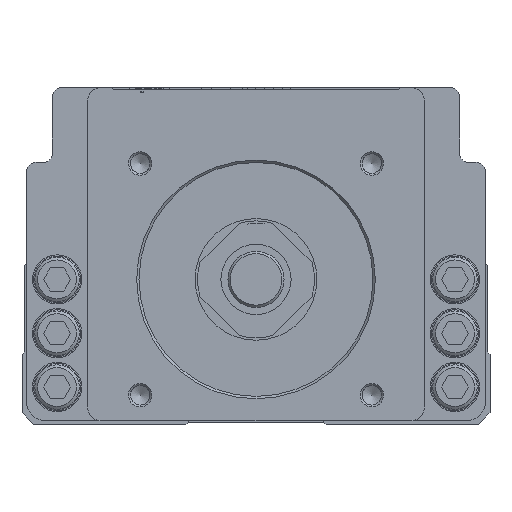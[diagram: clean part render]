
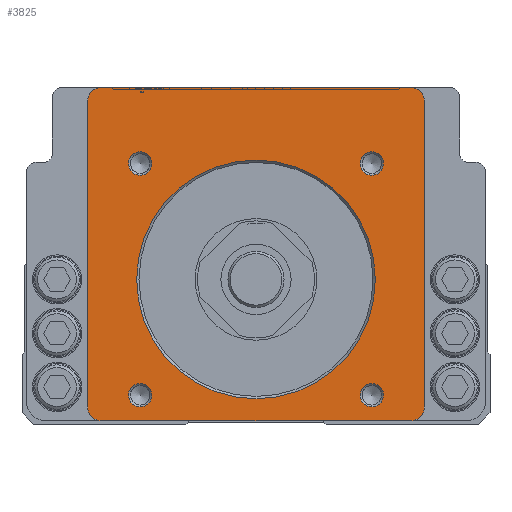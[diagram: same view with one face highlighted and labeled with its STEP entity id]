
A CAD part, front view. The second image highlights one B-rep face of the part: STEP entity #3825.
In plain terms, the highlighted planar face has unit normal (0, -1, 0).
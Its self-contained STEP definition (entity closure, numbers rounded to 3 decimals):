
#1475=FACE_BOUND('',#7918,.T.);
#1476=FACE_BOUND('',#7919,.T.);
#1477=FACE_BOUND('',#7920,.T.);
#1478=FACE_BOUND('',#7921,.T.);
#1479=FACE_BOUND('',#7922,.T.);
#1480=FACE_BOUND('',#7923,.T.);
#2234=CIRCLE('',#28250,25.5);
#2341=CIRCLE('',#28659,3.);
#2343=CIRCLE('',#28662,3.);
#2371=CIRCLE('',#28719,2.5);
#2374=CIRCLE('',#28725,2.5);
#2377=CIRCLE('',#28731,2.5);
#2380=CIRCLE('',#28737,2.5);
#2383=CIRCLE('',#28744,3.);
#2384=CIRCLE('',#28745,3.);
#3825=ADVANCED_FACE('',(#1475,#1476,#1477,#1478,#1479,#1480),#5002,.T.);
#5002=PLANE('',#28746);
#7918=EDGE_LOOP('',(#14275));
#7919=EDGE_LOOP('',(#14276));
#7920=EDGE_LOOP('',(#14277));
#7921=EDGE_LOOP('',(#14278));
#7922=EDGE_LOOP('',(#14279));
#7923=EDGE_LOOP('',(#14280,#14281,#14282,#14283,#14284,#14285,#14286,#14287));
#14275=ORIENTED_EDGE('',*,*,#20211,.T.);
#14276=ORIENTED_EDGE('',*,*,#21040,.T.);
#14277=ORIENTED_EDGE('',*,*,#21043,.T.);
#14278=ORIENTED_EDGE('',*,*,#21046,.T.);
#14279=ORIENTED_EDGE('',*,*,#21049,.T.);
#14280=ORIENTED_EDGE('',*,*,#21052,.T.);
#14281=ORIENTED_EDGE('',*,*,#20950,.T.);
#14282=ORIENTED_EDGE('',*,*,#21053,.T.);
#14283=ORIENTED_EDGE('',*,*,#21054,.T.);
#14284=ORIENTED_EDGE('',*,*,#21055,.T.);
#14285=ORIENTED_EDGE('',*,*,#21056,.T.);
#14286=ORIENTED_EDGE('',*,*,#21057,.T.);
#14287=ORIENTED_EDGE('',*,*,#20946,.T.);
#17019=VERTEX_POINT('',#41998);
#17531=VERTEX_POINT('',#44128);
#17532=VERTEX_POINT('',#44130);
#17535=VERTEX_POINT('',#44137);
#17536=VERTEX_POINT('',#44139);
#17608=VERTEX_POINT('',#44391);
#17612=VERTEX_POINT('',#44401);
#17616=VERTEX_POINT('',#44411);
#17620=VERTEX_POINT('',#44421);
#17624=VERTEX_POINT('',#44433);
#17625=VERTEX_POINT('',#44435);
#17626=VERTEX_POINT('',#44437);
#17627=VERTEX_POINT('',#44439);
#20211=EDGE_CURVE('',#17019,#17019,#2234,.T.);
#20946=EDGE_CURVE('',#17532,#17531,#2341,.T.);
#20950=EDGE_CURVE('',#17536,#17535,#2343,.T.);
#21040=EDGE_CURVE('',#17608,#17608,#2371,.T.);
#21043=EDGE_CURVE('',#17612,#17612,#2374,.T.);
#21046=EDGE_CURVE('',#17616,#17616,#2377,.T.);
#21049=EDGE_CURVE('',#17620,#17620,#2380,.T.);
#21052=EDGE_CURVE('',#17531,#17536,#23853,.T.);
#21053=EDGE_CURVE('',#17535,#17624,#23854,.T.);
#21054=EDGE_CURVE('',#17624,#17625,#2383,.T.);
#21055=EDGE_CURVE('',#17625,#17626,#23855,.T.);
#21056=EDGE_CURVE('',#17626,#17627,#2384,.T.);
#21057=EDGE_CURVE('',#17627,#17532,#23856,.T.);
#23853=LINE('',#44431,#26510);
#23854=LINE('',#44432,#26511);
#23855=LINE('',#44436,#26512);
#23856=LINE('',#44440,#26513);
#26510=VECTOR('',#35306,1.);
#26511=VECTOR('',#35307,1.);
#26512=VECTOR('',#35310,1.);
#26513=VECTOR('',#35313,1.);
#28250=AXIS2_PLACEMENT_3D('',#41997,#33661,#33662);
#28659=AXIS2_PLACEMENT_3D('',#44129,#35083,#35084);
#28662=AXIS2_PLACEMENT_3D('',#44138,#35091,#35092);
#28719=AXIS2_PLACEMENT_3D('',#44390,#35256,#35257);
#28725=AXIS2_PLACEMENT_3D('',#44400,#35268,#35269);
#28731=AXIS2_PLACEMENT_3D('',#44410,#35280,#35281);
#28737=AXIS2_PLACEMENT_3D('',#44420,#35292,#35293);
#28744=AXIS2_PLACEMENT_3D('',#44434,#35308,#35309);
#28745=AXIS2_PLACEMENT_3D('',#44438,#35311,#35312);
#28746=AXIS2_PLACEMENT_3D('',#44441,#35314,#35315);
#33661=DIRECTION('',(0.,1.,0.));
#33662=DIRECTION('',(0.,0.,-1.));
#35083=DIRECTION('',(0.,-1.,0.));
#35084=DIRECTION('',(0.,0.,-1.));
#35091=DIRECTION('',(0.,-1.,0.));
#35092=DIRECTION('',(0.,0.,-1.));
#35256=DIRECTION('',(0.,1.,0.));
#35257=DIRECTION('',(0.,0.,-1.));
#35268=DIRECTION('',(0.,1.,0.));
#35269=DIRECTION('',(0.,0.,-1.));
#35280=DIRECTION('',(0.,1.,0.));
#35281=DIRECTION('',(0.,0.,-1.));
#35292=DIRECTION('',(0.,1.,0.));
#35293=DIRECTION('',(0.,0.,-1.));
#35306=DIRECTION('',(1.,0.,0.));
#35307=DIRECTION('',(0.,0.,1.));
#35308=DIRECTION('',(0.,-1.,0.));
#35309=DIRECTION('',(0.,0.,-1.));
#35310=DIRECTION('',(-1.,0.,0.));
#35311=DIRECTION('',(0.,-1.,0.));
#35312=DIRECTION('',(0.,0.,-1.));
#35313=DIRECTION('',(0.,0.,-1.));
#35314=DIRECTION('',(0.,-1.,0.));
#35315=DIRECTION('',(0.,0.,1.));
#41997=CARTESIAN_POINT('',(0.,-299.9,-24.));
#41998=CARTESIAN_POINT('',(0.,-299.9,-49.5));
#44128=CARTESIAN_POINT('',(-33.,-299.9,-54.2));
#44129=CARTESIAN_POINT('',(-33.,-299.9,-51.2));
#44130=CARTESIAN_POINT('',(-36.,-299.9,-51.2));
#44137=CARTESIAN_POINT('',(36.,-299.9,-51.2));
#44138=CARTESIAN_POINT('',(33.,-299.9,-51.2));
#44139=CARTESIAN_POINT('',(33.,-299.9,-54.2));
#44390=CARTESIAN_POINT('',(-24.749,-299.9,-48.749));
#44391=CARTESIAN_POINT('',(-24.749,-299.9,-51.249));
#44400=CARTESIAN_POINT('',(-24.749,-299.9,0.749));
#44401=CARTESIAN_POINT('',(-24.749,-299.9,-1.751));
#44410=CARTESIAN_POINT('',(24.749,-299.9,0.749));
#44411=CARTESIAN_POINT('',(24.749,-299.9,-1.751));
#44420=CARTESIAN_POINT('',(24.749,-299.9,-48.749));
#44421=CARTESIAN_POINT('',(24.749,-299.9,-51.249));
#44431=CARTESIAN_POINT('',(-49.,-299.9,-54.2));
#44432=CARTESIAN_POINT('',(36.,-299.9,-54.5));
#44433=CARTESIAN_POINT('',(36.,-299.9,14.));
#44434=CARTESIAN_POINT('',(33.,-299.9,14.));
#44435=CARTESIAN_POINT('',(33.,-299.9,17.));
#44436=CARTESIAN_POINT('',(33.,-299.9,17.));
#44437=CARTESIAN_POINT('',(-33.,-299.9,17.));
#44438=CARTESIAN_POINT('',(-33.,-299.9,14.));
#44439=CARTESIAN_POINT('',(-36.,-299.9,14.));
#44440=CARTESIAN_POINT('',(-36.,-299.9,12.));
#44441=CARTESIAN_POINT('',(-33.,-299.9,12.));
